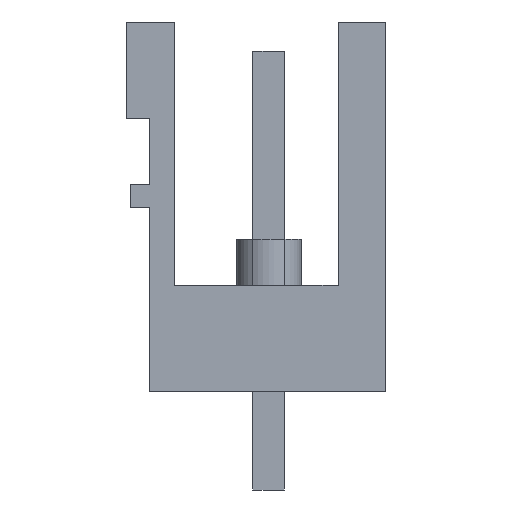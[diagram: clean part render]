
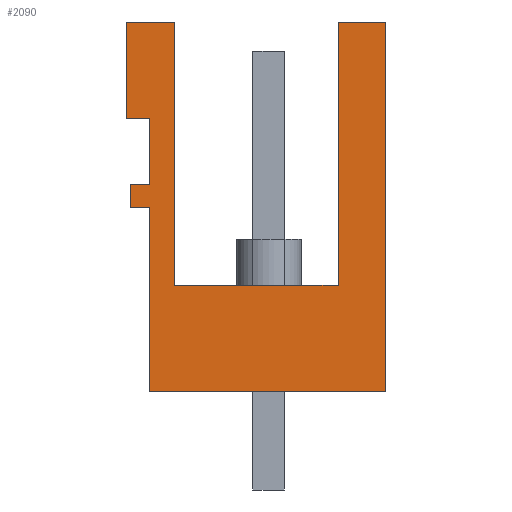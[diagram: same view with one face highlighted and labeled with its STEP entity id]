
A CAD part, left-side view. The second image highlights one B-rep face of the part: STEP entity #2090.
In plain terms, the highlighted planar face has unit normal (-1, 0, 0).
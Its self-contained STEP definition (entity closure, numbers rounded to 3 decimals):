
#1990=AXIS2_PLACEMENT_3D('Plane Axis2P3D',#1987,#1988,#1989) ;
#383=CARTESIAN_POINT('Vertex',(0.,7.68,3.2)) ;
#386=CARTESIAN_POINT('Line Origine',(0.,7.68,6.19)) ;
#390=CARTESIAN_POINT('Vertex',(0.,7.68,9.181)) ;
#1971=CARTESIAN_POINT('Vertex',(0.,0.,3.2)) ;
#1974=CARTESIAN_POINT('Line Origine',(0.,3.84,3.2)) ;
#1987=CARTESIAN_POINT('Axis2P3D Location',(0.,8.43,1.7)) ;
#1992=CARTESIAN_POINT('Line Origine',(0.,0.,9.2)) ;
#1996=CARTESIAN_POINT('Vertex',(0.,0.,15.2)) ;
#1999=CARTESIAN_POINT('Line Origine',(0.,0.775,15.2)) ;
#2003=CARTESIAN_POINT('Vertex',(0.,1.55,15.2)) ;
#2006=CARTESIAN_POINT('Line Origine',(0.,1.55,10.925)) ;
#2010=CARTESIAN_POINT('Vertex',(0.,1.55,6.65)) ;
#2013=CARTESIAN_POINT('Line Origine',(0.,4.207,6.65)) ;
#2017=CARTESIAN_POINT('Vertex',(0.,6.863,6.65)) ;
#2020=CARTESIAN_POINT('Line Origine',(0.,6.863,10.925)) ;
#2024=CARTESIAN_POINT('Vertex',(0.,6.863,15.2)) ;
#2027=CARTESIAN_POINT('Line Origine',(0.,7.647,15.2)) ;
#2031=CARTESIAN_POINT('Vertex',(0.,8.43,15.2)) ;
#2034=CARTESIAN_POINT('Line Origine',(0.,8.43,13.64)) ;
#2038=CARTESIAN_POINT('Vertex',(0.,8.43,12.08)) ;
#2041=CARTESIAN_POINT('Line Origine',(0.,8.055,12.08)) ;
#2045=CARTESIAN_POINT('Vertex',(0.,7.68,12.08)) ;
#2048=CARTESIAN_POINT('Line Origine',(0.,7.68,11.005)) ;
#2052=CARTESIAN_POINT('Vertex',(0.,7.68,9.93)) ;
#2055=CARTESIAN_POINT('Line Origine',(0.,7.99,9.93)) ;
#2059=CARTESIAN_POINT('Vertex',(0.,8.3,9.93)) ;
#2062=CARTESIAN_POINT('Line Origine',(0.,8.3,9.555)) ;
#2066=CARTESIAN_POINT('Vertex',(0.,8.3,9.181)) ;
#2069=CARTESIAN_POINT('Line Origine',(0.,7.99,9.181)) ;
#387=DIRECTION('Vector Direction',(0.,0.,-1.)) ;
#1975=DIRECTION('Vector Direction',(0.,-1.,0.)) ;
#1988=DIRECTION('Axis2P3D Direction',(-1.,0.,0.)) ;
#1989=DIRECTION('Axis2P3D XDirection',(0.,1.,0.)) ;
#1993=DIRECTION('Vector Direction',(0.,0.,1.)) ;
#2000=DIRECTION('Vector Direction',(0.,1.,0.)) ;
#2007=DIRECTION('Vector Direction',(0.,0.,-1.)) ;
#2014=DIRECTION('Vector Direction',(0.,1.,0.)) ;
#2021=DIRECTION('Vector Direction',(0.,0.,1.)) ;
#2028=DIRECTION('Vector Direction',(0.,1.,0.)) ;
#2035=DIRECTION('Vector Direction',(0.,0.,-1.)) ;
#2042=DIRECTION('Vector Direction',(0.,-1.,0.)) ;
#2049=DIRECTION('Vector Direction',(0.,0.,-1.)) ;
#2056=DIRECTION('Vector Direction',(0.,1.,0.)) ;
#2063=DIRECTION('Vector Direction',(0.,0.,-1.)) ;
#2070=DIRECTION('Vector Direction',(0.,-1.,0.)) ;
#388=VECTOR('Line Direction',#387,1.) ;
#1976=VECTOR('Line Direction',#1975,1.) ;
#1994=VECTOR('Line Direction',#1993,1.) ;
#2001=VECTOR('Line Direction',#2000,1.) ;
#2008=VECTOR('Line Direction',#2007,1.) ;
#2015=VECTOR('Line Direction',#2014,1.) ;
#2022=VECTOR('Line Direction',#2021,1.) ;
#2029=VECTOR('Line Direction',#2028,1.) ;
#2036=VECTOR('Line Direction',#2035,1.) ;
#2043=VECTOR('Line Direction',#2042,1.) ;
#2050=VECTOR('Line Direction',#2049,1.) ;
#2057=VECTOR('Line Direction',#2056,1.) ;
#2064=VECTOR('Line Direction',#2063,1.) ;
#2071=VECTOR('Line Direction',#2070,1.) ;
#2075=ORIENTED_EDGE('',*,*,#1998,.T.) ;
#2076=ORIENTED_EDGE('',*,*,#2005,.T.) ;
#2077=ORIENTED_EDGE('',*,*,#2012,.T.) ;
#2078=ORIENTED_EDGE('',*,*,#2019,.T.) ;
#2079=ORIENTED_EDGE('',*,*,#2026,.T.) ;
#2080=ORIENTED_EDGE('',*,*,#2033,.T.) ;
#2081=ORIENTED_EDGE('',*,*,#2040,.T.) ;
#2082=ORIENTED_EDGE('',*,*,#2047,.T.) ;
#2083=ORIENTED_EDGE('',*,*,#2054,.T.) ;
#2084=ORIENTED_EDGE('',*,*,#2061,.T.) ;
#2085=ORIENTED_EDGE('',*,*,#2068,.T.) ;
#2086=ORIENTED_EDGE('',*,*,#2073,.T.) ;
#2087=ORIENTED_EDGE('',*,*,#392,.T.) ;
#2088=ORIENTED_EDGE('',*,*,#1978,.T.) ;
#2090=ADVANCED_FACE('HOUSING',(#2089),#1991,.T.) ;
#392=EDGE_CURVE('',#391,#384,#389,.T.) ;
#1978=EDGE_CURVE('',#384,#1972,#1977,.T.) ;
#1998=EDGE_CURVE('',#1972,#1997,#1995,.T.) ;
#2005=EDGE_CURVE('',#1997,#2004,#2002,.T.) ;
#2012=EDGE_CURVE('',#2004,#2011,#2009,.T.) ;
#2019=EDGE_CURVE('',#2011,#2018,#2016,.T.) ;
#2026=EDGE_CURVE('',#2018,#2025,#2023,.T.) ;
#2033=EDGE_CURVE('',#2025,#2032,#2030,.T.) ;
#2040=EDGE_CURVE('',#2032,#2039,#2037,.T.) ;
#2047=EDGE_CURVE('',#2039,#2046,#2044,.T.) ;
#2054=EDGE_CURVE('',#2046,#2053,#2051,.T.) ;
#2061=EDGE_CURVE('',#2053,#2060,#2058,.T.) ;
#2068=EDGE_CURVE('',#2060,#2067,#2065,.T.) ;
#2073=EDGE_CURVE('',#2067,#391,#2072,.T.) ;
#2074=EDGE_LOOP('',(#2075,#2076,#2077,#2078,#2079,#2080,#2081,#2082,#2083,#2084,#2085,#2086,#2087,#2088)) ;
#2089=FACE_OUTER_BOUND('',#2074,.T.) ;
#389=LINE('Line',#386,#388) ;
#1977=LINE('Line',#1974,#1976) ;
#1995=LINE('Line',#1992,#1994) ;
#2002=LINE('Line',#1999,#2001) ;
#2009=LINE('Line',#2006,#2008) ;
#2016=LINE('Line',#2013,#2015) ;
#2023=LINE('Line',#2020,#2022) ;
#2030=LINE('Line',#2027,#2029) ;
#2037=LINE('Line',#2034,#2036) ;
#2044=LINE('Line',#2041,#2043) ;
#2051=LINE('Line',#2048,#2050) ;
#2058=LINE('Line',#2055,#2057) ;
#2065=LINE('Line',#2062,#2064) ;
#2072=LINE('Line',#2069,#2071) ;
#1991=PLANE('',#1990) ;
#384=VERTEX_POINT('',#383) ;
#391=VERTEX_POINT('',#390) ;
#1972=VERTEX_POINT('',#1971) ;
#1997=VERTEX_POINT('',#1996) ;
#2004=VERTEX_POINT('',#2003) ;
#2011=VERTEX_POINT('',#2010) ;
#2018=VERTEX_POINT('',#2017) ;
#2025=VERTEX_POINT('',#2024) ;
#2032=VERTEX_POINT('',#2031) ;
#2039=VERTEX_POINT('',#2038) ;
#2046=VERTEX_POINT('',#2045) ;
#2053=VERTEX_POINT('',#2052) ;
#2060=VERTEX_POINT('',#2059) ;
#2067=VERTEX_POINT('',#2066) ;
